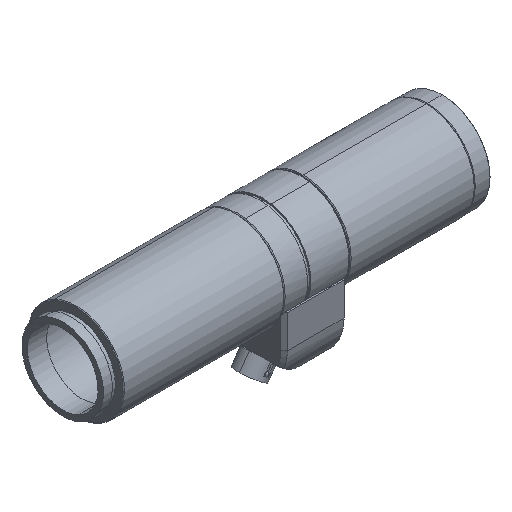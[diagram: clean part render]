
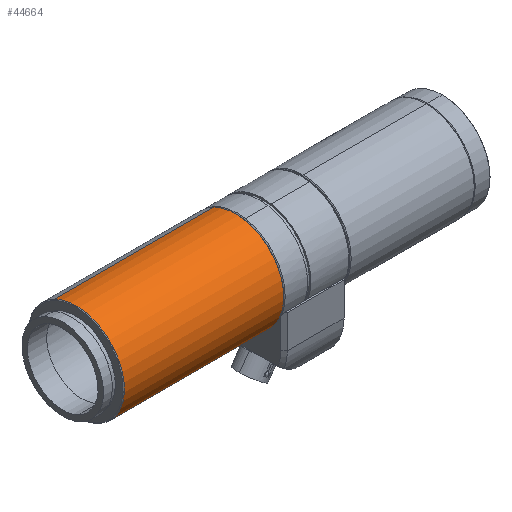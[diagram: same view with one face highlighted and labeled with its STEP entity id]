
A CAD part, isometric view. The second image highlights one B-rep face of the part: STEP entity #44664.
In plain terms, the highlighted cylindrical face has radius 15 mm (diameter 30 mm), a partial arc.
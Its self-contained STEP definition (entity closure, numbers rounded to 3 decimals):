
#2796 = AXIS2_PLACEMENT_3D ( 'NONE', #66098, #34655, #14385 ) ;
#3702 = ORIENTED_EDGE ( 'NONE', *, *, #53215, .T. ) ;
#4699 = EDGE_CURVE ( 'NONE', #24401, #37314, #12609, .T. ) ;
#10290 = FACE_OUTER_BOUND ( 'NONE', #57068, .T. ) ;
#12609 = LINE ( 'NONE', #37411, #56535 ) ;
#12762 = DIRECTION ( 'NONE',  ( 1., 0., 0. ) ) ;
#14367 = DIRECTION ( 'NONE',  ( -1., 0., 0. ) ) ;
#14385 = DIRECTION ( 'NONE',  ( 0., 0.448, 0.894 ) ) ;
#19062 = CARTESIAN_POINT ( 'NONE',  ( -33.713, 6.724, 13.408 ) ) ;
#20921 = ORIENTED_EDGE ( 'NONE', *, *, #47126, .T. ) ;
#21542 = ORIENTED_EDGE ( 'NONE', *, *, #61965, .T. ) ;
#21615 = DIRECTION ( 'NONE',  ( -1., 0., 0. ) ) ;
#22322 = CIRCLE ( 'NONE', #65698, 15. ) ;
#23432 = AXIS2_PLACEMENT_3D ( 'NONE', #53816, #12762, #58931 ) ;
#24401 = VERTEX_POINT ( 'NONE', #59130 ) ;
#26027 = VERTEX_POINT ( 'NONE', #26762 ) ;
#26762 = CARTESIAN_POINT ( 'NONE',  ( -33.913, 6.724, 13.408 ) ) ;
#28935 = CARTESIAN_POINT ( 'NONE',  ( -83.513, 6.724, 13.408 ) ) ;
#30679 = DIRECTION ( 'NONE',  ( -1., 0., 0. ) ) ;
#34655 = DIRECTION ( 'NONE',  ( -1., 0., 0. ) ) ;
#36027 = DIRECTION ( 'NONE',  ( 0., -0.448, -0.894 ) ) ;
#37314 = VERTEX_POINT ( 'NONE', #63603 ) ;
#37411 = CARTESIAN_POINT ( 'NONE',  ( -33.713, -6.724, -13.408 ) ) ;
#41683 = VECTOR ( 'NONE', #14367, 1000. ) ;
#44664 = ADVANCED_FACE ( 'NONE', ( #10290 ), #50251, .T. ) ;
#47126 = EDGE_CURVE ( 'NONE', #24401, #26027, #22322, .T. ) ;
#47165 = ORIENTED_EDGE ( 'NONE', *, *, #4699, .F. ) ;
#50251 = CYLINDRICAL_SURFACE ( 'NONE', #2796, 15. ) ;
#50992 = CARTESIAN_POINT ( 'NONE',  ( -33.913, 0., 0. ) ) ;
#53215 = EDGE_CURVE ( 'NONE', #26027, #61649, #56854, .T. ) ;
#53816 = CARTESIAN_POINT ( 'NONE',  ( -83.513, 0., 0. ) ) ;
#56535 = VECTOR ( 'NONE', #21615, 1000. ) ;
#56854 = LINE ( 'NONE', #19062, #41683 ) ;
#57068 = EDGE_LOOP ( 'NONE', ( #47165, #20921, #3702, #21542 ) ) ;
#57322 = CIRCLE ( 'NONE', #23432, 15. ) ;
#58931 = DIRECTION ( 'NONE',  ( 0., 0.448, 0.894 ) ) ;
#59130 = CARTESIAN_POINT ( 'NONE',  ( -33.913, -6.724, -13.408 ) ) ;
#61649 = VERTEX_POINT ( 'NONE', #28935 ) ;
#61965 = EDGE_CURVE ( 'NONE', #61649, #37314, #57322, .T. ) ;
#63603 = CARTESIAN_POINT ( 'NONE',  ( -83.513, -6.724, -13.408 ) ) ;
#65698 = AXIS2_PLACEMENT_3D ( 'NONE', #50992, #30679, #36027 ) ;
#66098 = CARTESIAN_POINT ( 'NONE',  ( -33.713, 0., 0. ) ) ;
